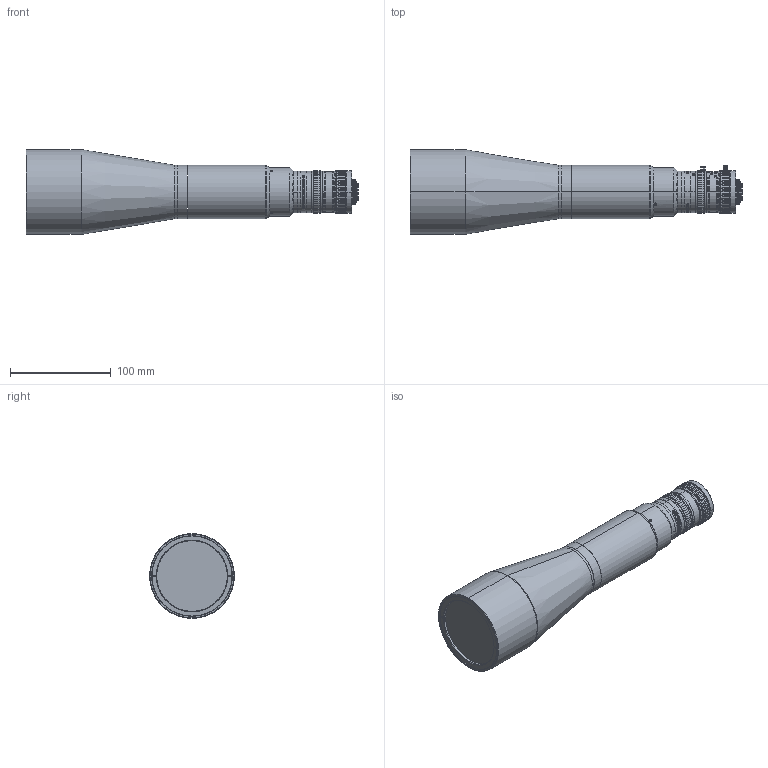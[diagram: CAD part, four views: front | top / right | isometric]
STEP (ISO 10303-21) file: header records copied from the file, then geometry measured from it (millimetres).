
FILE_DESCRIPTION (( 'STEP AP203' ), '1' );
FILE_NAME ('DP33012-A_HCSI012.step', '2023-08-10T06:37:32', ( '' ), ( '' ), 'SwSTEP 2.0', 'SolidWorks 2021', '' );
FILE_SCHEMA (( 'CONFIG_CONTROL_DESIGN' ));
Products named in the file (1): DP33012-A_HCSI012
Bounding box: 328.8 x 84 x 84 mm (x, y, z)
Surface area: 73214.8 mm2 (no closed solid volume)
Topology: 0 solids, 77 shells, 611 faces, 3120 edges, 2531 vertices
Faces by surface type: cylinder 312, cone 167, plane 107, bspline 19, torus 4, sphere 2
Entity records: 39336 total; most frequent: CARTESIAN_POINT 16492, DIRECTION 4336, ORIENTED_EDGE 4316, EDGE_CURVE 3120, VERTEX_POINT 2531, AXIS2_PLACEMENT_3D 1756, CIRCLE 1163, B_SPLINE_CURVE_WITH_KNOTS 1133
